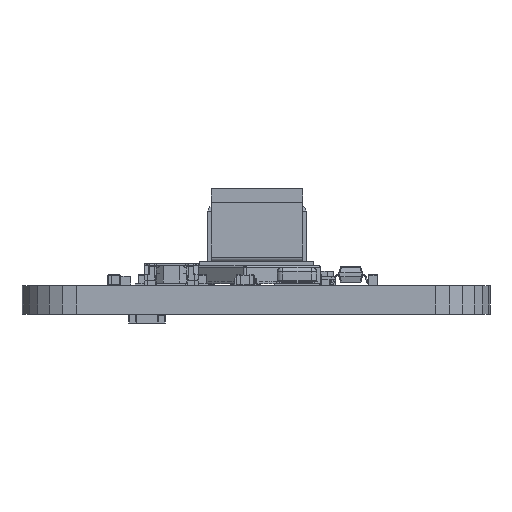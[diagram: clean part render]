
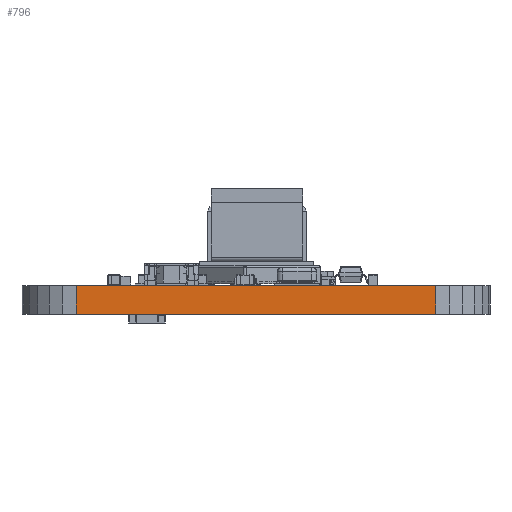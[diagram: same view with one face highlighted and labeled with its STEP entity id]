
A CAD part, left-side view. The second image highlights one B-rep face of the part: STEP entity #796.
In plain terms, the highlighted planar face has unit normal (-1, 0, 0).
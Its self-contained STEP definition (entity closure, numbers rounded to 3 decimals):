
#771 = VERTEX_POINT('',#772);
#772 = CARTESIAN_POINT('',(-3.,23.,-1.59));
#778 = EDGE_CURVE('',#779,#771,#781,.T.);
#779 = VERTEX_POINT('',#780);
#780 = CARTESIAN_POINT('',(-3.,23.,0.));
#781 = LINE('',#782,#783);
#782 = CARTESIAN_POINT('',(-3.,23.,0.));
#783 = VECTOR('',#784,1.);
#784 = DIRECTION('',(0.,0.,-1.));
#796 = ADVANCED_FACE('',(#797),#822,.T.);
#797 = FACE_BOUND('',#798,.T.);
#798 = EDGE_LOOP('',(#799,#800,#808,#816));
#799 = ORIENTED_EDGE('',*,*,#778,.T.);
#800 = ORIENTED_EDGE('',*,*,#801,.T.);
#801 = EDGE_CURVE('',#771,#802,#804,.T.);
#802 = VERTEX_POINT('',#803);
#803 = CARTESIAN_POINT('',(-3.,3.,-1.59));
#804 = LINE('',#805,#806);
#805 = CARTESIAN_POINT('',(-3.,23.,-1.59));
#806 = VECTOR('',#807,1.);
#807 = DIRECTION('',(0.,-1.,0.));
#808 = ORIENTED_EDGE('',*,*,#809,.F.);
#809 = EDGE_CURVE('',#810,#802,#812,.T.);
#810 = VERTEX_POINT('',#811);
#811 = CARTESIAN_POINT('',(-3.,3.,0.));
#812 = LINE('',#813,#814);
#813 = CARTESIAN_POINT('',(-3.,3.,0.));
#814 = VECTOR('',#815,1.);
#815 = DIRECTION('',(0.,0.,-1.));
#816 = ORIENTED_EDGE('',*,*,#817,.F.);
#817 = EDGE_CURVE('',#779,#810,#818,.T.);
#818 = LINE('',#819,#820);
#819 = CARTESIAN_POINT('',(-3.,23.,0.));
#820 = VECTOR('',#821,1.);
#821 = DIRECTION('',(0.,-1.,0.));
#822 = PLANE('',#823);
#823 = AXIS2_PLACEMENT_3D('',#824,#825,#826);
#824 = CARTESIAN_POINT('',(-3.,23.,0.));
#825 = DIRECTION('',(-1.,0.,0.));
#826 = DIRECTION('',(0.,-1.,0.));
